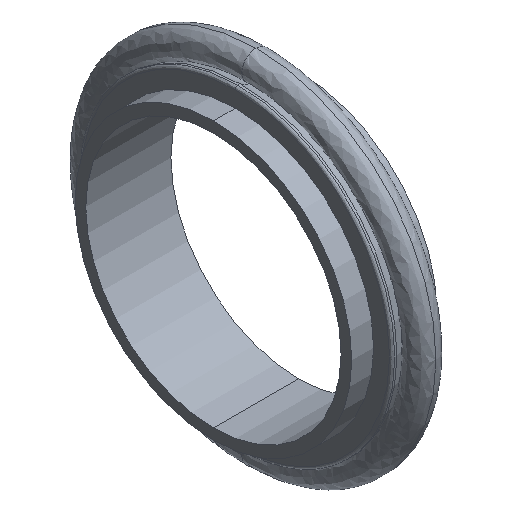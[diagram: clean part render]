
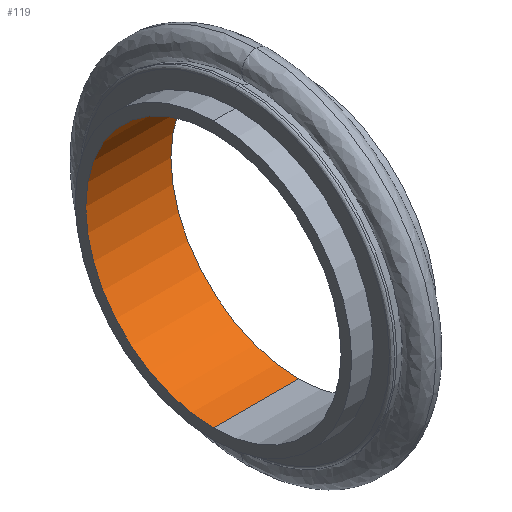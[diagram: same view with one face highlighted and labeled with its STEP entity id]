
A CAD part, isometric view. The second image highlights one B-rep face of the part: STEP entity #119.
In plain terms, the highlighted cylindrical face has radius 12 mm (diameter 24 mm), a partial arc.
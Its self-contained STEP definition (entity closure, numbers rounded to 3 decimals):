
#119=ADVANCED_FACE('',(#211),#210,.F.);
#210=CYLINDRICAL_SURFACE('',#422,12.);
#211=FACE_OUTER_BOUND('',#423,.T.);
#419=CARTESIAN_POINT('',(0.,0.,0.));
#420=DIRECTION('',(1.,0.,0.));
#421=DIRECTION('',(0.,0.,1.));
#422=AXIS2_PLACEMENT_3D('',#419,#420,#421);
#423=EDGE_LOOP('',(#722,#723,#724,#725));
#722=ORIENTED_EDGE('',*,*,#796,.F.);
#723=ORIENTED_EDGE('',*,*,#808,.F.);
#724=ORIENTED_EDGE('',*,*,#801,.T.);
#725=ORIENTED_EDGE('',*,*,#809,.T.);
#796=EDGE_CURVE('',#880,#881,#882,.T.);
#801=EDGE_CURVE('',#909,#908,#916,.T.);
#808=EDGE_CURVE('',#909,#880,#962,.T.);
#809=EDGE_CURVE('',#908,#881,#968,.T.);
#880=VERTEX_POINT('',#1184);
#881=VERTEX_POINT('',#1185);
#882=CIRCLE('',#1189,12.);
#908=VERTEX_POINT('',#1204);
#909=VERTEX_POINT('',#1205);
#916=CIRCLE('',#1213,12.);
#962=(BOUNDED_CURVE() B_SPLINE_CURVE(1,(#1238,#1239),.UNSPECIFIED.,.F.,.F.) B_SPLINE_CURVE_WITH_KNOTS((2,2),(0.083,0.917),.UNSPECIFIED.) CURVE() GEOMETRIC_REPRESENTATION_ITEM() RATIONAL_B_SPLINE_CURVE((1.,1.)) REPRESENTATION_ITEM('') );
#968=(BOUNDED_CURVE() B_SPLINE_CURVE(1,(#1240,#1241),.UNSPECIFIED.,.F.,.F.) B_SPLINE_CURVE_WITH_KNOTS((2,2),(0.083,0.917),.UNSPECIFIED.) CURVE() GEOMETRIC_REPRESENTATION_ITEM() RATIONAL_B_SPLINE_CURVE((0.75,0.75)) REPRESENTATION_ITEM('') );
#1184=CARTESIAN_POINT('',(4.,0.,12.));
#1185=CARTESIAN_POINT('',(4.,0.,-12.));
#1186=CARTESIAN_POINT('',(4.,0.,0.));
#1187=DIRECTION('',(-1.,0.,0.));
#1188=DIRECTION('',(0.,0.,1.));
#1189=AXIS2_PLACEMENT_3D('',#1186,#1187,#1188);
#1204=CARTESIAN_POINT('',(-4.,0.,-12.));
#1205=CARTESIAN_POINT('',(-4.,0.,12.));
#1210=CARTESIAN_POINT('',(-4.,0.,0.));
#1211=DIRECTION('',(-1.,0.,0.));
#1212=DIRECTION('',(0.,0.,1.));
#1213=AXIS2_PLACEMENT_3D('',#1210,#1211,#1212);
#1238=CARTESIAN_POINT('',(-4.,0.,12.));
#1239=CARTESIAN_POINT('',(4.,0.,12.));
#1240=CARTESIAN_POINT('',(-4.,0.,-12.));
#1241=CARTESIAN_POINT('',(4.,0.,-12.));
